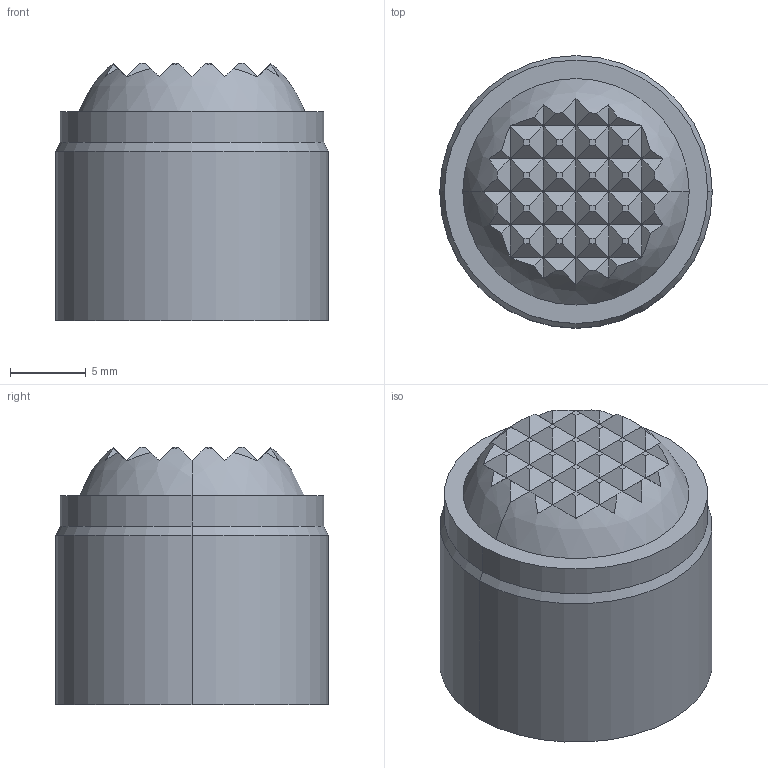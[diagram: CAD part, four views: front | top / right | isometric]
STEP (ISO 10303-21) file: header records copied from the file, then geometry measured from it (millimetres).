
FILE_DESCRIPTION(('STEP AP214'),'1');
FILE_NAME(' ',' ',('TraceParts'),('TraceParts S.A.'),'XStep 1.0',' ',' ');
FILE_SCHEMA(('automotive_design'));
Length unit declared in the file: millimetre
Products named in the file (2): 1; 2
Bounding box: 18 x 18 x 17 mm (x, y, z)
Volume: 3822.3 mm3; surface area: 2484.3 mm2
Topology: 2 solids, 2 shells, 139 faces, 286 edges, 153 vertices
Faces by surface type: plane 125, cylinder 6, sphere 4, cone 4
Entity records: 6862 total; most frequent: DIRECTION 640, STYLED_ITEM 580, PRESENTATION_STYLE_ASSIGNMENT 580, CARTESIAN_POINT 580, COLOUR_RGB 580, ORIENTED_EDGE 572, EDGE_CURVE 286, CURVE_STYLE 286
